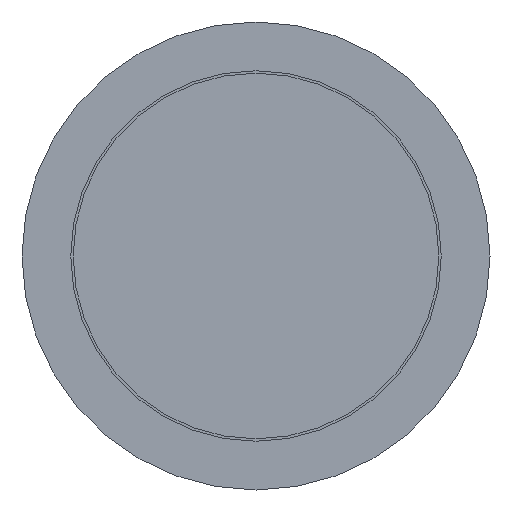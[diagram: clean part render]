
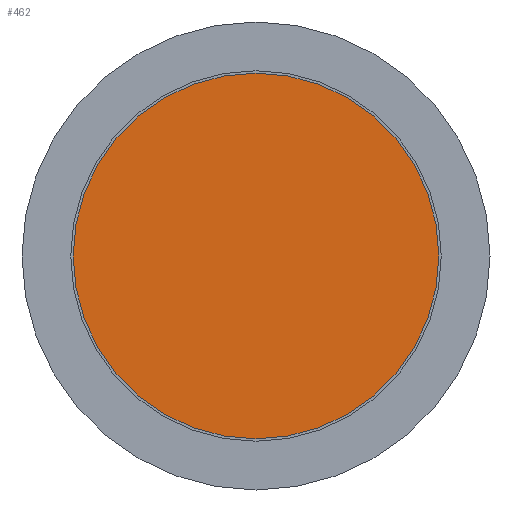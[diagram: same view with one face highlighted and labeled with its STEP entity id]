
A CAD part, front view. The second image highlights one B-rep face of the part: STEP entity #462.
In plain terms, the highlighted planar face has unit normal (0, -1, 0).
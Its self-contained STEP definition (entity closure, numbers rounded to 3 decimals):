
#39 = DIRECTION ( 'NONE',  ( 0., 0., 1. ) ) ;
#62 = AXIS2_PLACEMENT_3D ( 'NONE', #261, #395, #86 ) ;
#84 = PLANE ( 'NONE',  #134 ) ;
#86 = DIRECTION ( 'NONE',  ( 0., 0., -1. ) ) ;
#112 = CARTESIAN_POINT ( 'NONE',  ( 0., 0., -18.75 ) ) ;
#134 = AXIS2_PLACEMENT_3D ( 'NONE', #258, #171, #39 ) ;
#171 = DIRECTION ( 'NONE',  ( 0., 1., 0. ) ) ;
#219 = ORIENTED_EDGE ( 'NONE', *, *, #507, .T. ) ;
#258 = CARTESIAN_POINT ( 'NONE',  ( -18.75, 0., 0. ) ) ;
#261 = CARTESIAN_POINT ( 'NONE',  ( 0., 0., 0. ) ) ;
#264 = CIRCLE ( 'NONE', #62, 18.75 ) ;
#301 = FACE_OUTER_BOUND ( 'NONE', #329, .T. ) ;
#329 = EDGE_LOOP ( 'NONE', ( #219 ) ) ;
#367 = VERTEX_POINT ( 'NONE', #112 ) ;
#395 = DIRECTION ( 'NONE',  ( 0., -1., 0. ) ) ;
#462 = ADVANCED_FACE ( 'NONE', ( #301 ), #84, .F. ) ;
#507 = EDGE_CURVE ( 'NONE', #367, #367, #264, .T. ) ;
